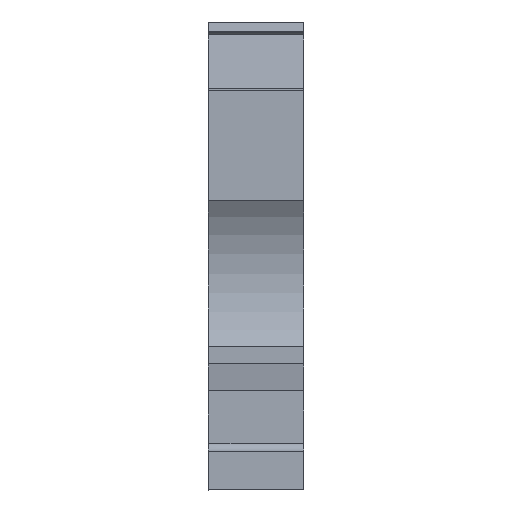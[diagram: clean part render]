
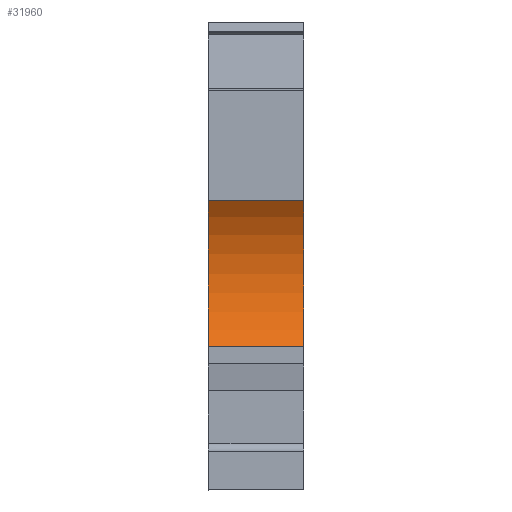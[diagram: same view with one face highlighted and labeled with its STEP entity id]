
A CAD part, front view. The second image highlights one B-rep face of the part: STEP entity #31960.
In plain terms, the highlighted cylindrical face has radius 13.2 mm (diameter 26.4 mm), a partial arc.
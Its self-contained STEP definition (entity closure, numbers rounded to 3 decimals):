
#4390=CARTESIAN_POINT('',(-30.496,-14.5,
43.52));
#4400=VERTEX_POINT('',#4390);
#4430=CARTESIAN_POINT('',(-41.182,-22.25,
43.52));
#4440=DIRECTION('',(0.,0.,1.));
#4450=DIRECTION('',(-1.,0.,0.));
#4460=AXIS2_PLACEMENT_3D('',#4430,#4440,#4450);
#4470=CIRCLE('',#4460,13.2);
#4480=CARTESIAN_POINT('',(-30.496,-30.,
43.52));
#4490=VERTEX_POINT('',#4480);
#4500=EDGE_CURVE('',#4490,#4400,#4470,.T.);
#6660=CARTESIAN_POINT('',(-30.496,-30.,
53.67));
#6670=VERTEX_POINT('',#6660);
#6700=CARTESIAN_POINT('',(-41.182,-22.25,
53.67));
#6710=DIRECTION('',(0.,0.,1.));
#6720=DIRECTION('',(-1.,0.,0.));
#6730=AXIS2_PLACEMENT_3D('',#6700,#6710,#6720);
#6740=CIRCLE('',#6730,13.2);
#6750=CARTESIAN_POINT('',(-30.496,-14.5,
53.67));
#6760=VERTEX_POINT('',#6750);
#6770=EDGE_CURVE('',#6670,#6760,#6740,.T.);
#31640=CARTESIAN_POINT('',(-30.496,-30.,
53.67));
#31650=DIRECTION('',(0.,0.,1.));
#31660=VECTOR('',#31650,1.);
#31670=LINE('',#31640,#31660);
#31680=EDGE_CURVE('',#4490,#6670,#31670,.T.);
#31800=CARTESIAN_POINT('',(-41.182,-22.25,
53.67));
#31810=DIRECTION('',(0.,0.,1.));
#31820=DIRECTION('',(-1.,0.,0.));
#31830=AXIS2_PLACEMENT_3D('',#31800,#31810,#31820);
#31840=CYLINDRICAL_SURFACE('',#31830,13.2);
#31850=ORIENTED_EDGE('',*,*,#6770,.T.);
#31860=ORIENTED_EDGE('',*,*,#31680,.T.);
#31870=ORIENTED_EDGE('',*,*,#4500,.F.);
#31880=CARTESIAN_POINT('',(-30.496,-14.5,
42.505));
#31890=DIRECTION('',(0.,0.,1.));
#31900=VECTOR('',#31890,1.);
#31910=LINE('',#31880,#31900);
#31920=EDGE_CURVE('',#4400,#6760,#31910,.T.);
#31930=ORIENTED_EDGE('',*,*,#31920,.F.);
#31940=EDGE_LOOP('',(#31930,#31870,#31860,#31850));
#31950=FACE_OUTER_BOUND('',#31940,.T.);
#31960=ADVANCED_FACE('',(#31950),#31840,.F.);
